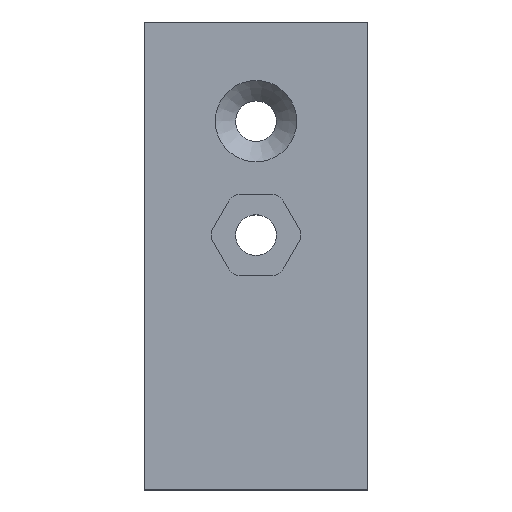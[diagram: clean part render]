
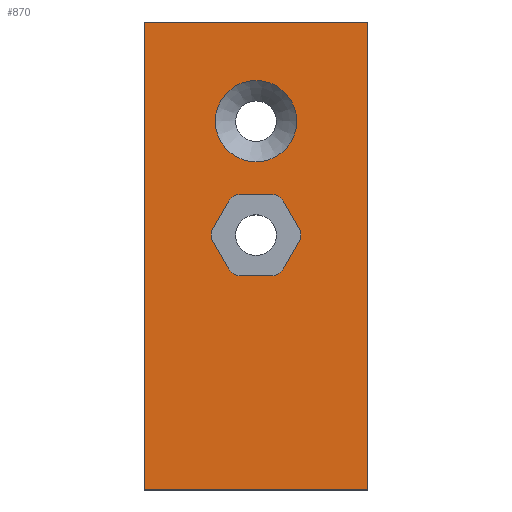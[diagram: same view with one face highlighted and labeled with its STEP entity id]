
A CAD part, top view. The second image highlights one B-rep face of the part: STEP entity #870.
In plain terms, the highlighted planar face has unit normal (0, 0, 1).
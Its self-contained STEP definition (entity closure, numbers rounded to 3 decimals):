
#18=FACE_BOUND('',#161,.T.);
#19=FACE_BOUND('',#162,.T.);
#38=PLANE('',#979);
#110=FACE_OUTER_BOUND('',#160,.T.);
#160=EDGE_LOOP('',(#755,#756,#757,#758));
#161=EDGE_LOOP('',(#759));
#162=EDGE_LOOP('',(#760,#761,#762,#763,#764,#765,#766,#767,#768,#769,#770,
#771));
#208=LINE('',#1472,#288);
#209=LINE('',#1474,#289);
#210=LINE('',#1476,#290);
#211=LINE('',#1478,#291);
#212=LINE('',#1480,#292);
#240=LINE('',#1542,#320);
#245=LINE('',#1551,#325);
#246=LINE('',#1552,#326);
#247=LINE('',#1553,#327);
#248=LINE('',#1554,#328);
#288=VECTOR('',#1134,1000.);
#289=VECTOR('',#1137,1000.);
#290=VECTOR('',#1140,1000.);
#291=VECTOR('',#1143,1000.);
#292=VECTOR('',#1146,1000.);
#320=VECTOR('',#1210,1000.);
#325=VECTOR('',#1217,1000.);
#326=VECTOR('',#1218,1000.);
#327=VECTOR('',#1219,1000.);
#328=VECTOR('',#1220,1000.);
#334=CIRCLE('',#904,3.);
#356=CIRCLE('',#938,1.);
#359=CIRCLE('',#942,1.);
#360=CIRCLE('',#944,1.);
#362=CIRCLE('',#947,1.);
#364=CIRCLE('',#950,1.);
#366=CIRCLE('',#953,1.);
#374=VERTEX_POINT('',#1248);
#413=VERTEX_POINT('',#1411);
#414=VERTEX_POINT('',#1412);
#419=VERTEX_POINT('',#1423);
#420=VERTEX_POINT('',#1425);
#421=VERTEX_POINT('',#1429);
#422=VERTEX_POINT('',#1430);
#425=VERTEX_POINT('',#1438);
#426=VERTEX_POINT('',#1439);
#429=VERTEX_POINT('',#1447);
#430=VERTEX_POINT('',#1448);
#433=VERTEX_POINT('',#1456);
#434=VERTEX_POINT('',#1457);
#451=VERTEX_POINT('',#1540);
#452=VERTEX_POINT('',#1541);
#454=VERTEX_POINT('',#1549);
#455=VERTEX_POINT('',#1550);
#457=EDGE_CURVE('',#374,#374,#334,.T.);
#500=EDGE_CURVE('',#413,#414,#356,.T.);
#506=EDGE_CURVE('',#419,#420,#359,.T.);
#508=EDGE_CURVE('',#421,#422,#360,.T.);
#512=EDGE_CURVE('',#425,#426,#362,.T.);
#516=EDGE_CURVE('',#429,#430,#364,.T.);
#520=EDGE_CURVE('',#433,#434,#366,.T.);
#530=EDGE_CURVE('',#429,#434,#208,.T.);
#531=EDGE_CURVE('',#421,#426,#209,.T.);
#532=EDGE_CURVE('',#419,#422,#210,.T.);
#533=EDGE_CURVE('',#413,#420,#211,.T.);
#534=EDGE_CURVE('',#433,#414,#212,.T.);
#567=EDGE_CURVE('',#451,#452,#240,.T.);
#572=EDGE_CURVE('',#454,#455,#245,.T.);
#573=EDGE_CURVE('',#451,#454,#246,.T.);
#574=EDGE_CURVE('',#455,#452,#247,.T.);
#575=EDGE_CURVE('',#425,#430,#248,.T.);
#755=ORIENTED_EDGE('',*,*,#572,.F.);
#756=ORIENTED_EDGE('',*,*,#573,.F.);
#757=ORIENTED_EDGE('',*,*,#567,.T.);
#758=ORIENTED_EDGE('',*,*,#574,.F.);
#759=ORIENTED_EDGE('',*,*,#457,.T.);
#760=ORIENTED_EDGE('',*,*,#533,.T.);
#761=ORIENTED_EDGE('',*,*,#506,.F.);
#762=ORIENTED_EDGE('',*,*,#532,.T.);
#763=ORIENTED_EDGE('',*,*,#508,.F.);
#764=ORIENTED_EDGE('',*,*,#531,.T.);
#765=ORIENTED_EDGE('',*,*,#512,.F.);
#766=ORIENTED_EDGE('',*,*,#575,.T.);
#767=ORIENTED_EDGE('',*,*,#516,.F.);
#768=ORIENTED_EDGE('',*,*,#530,.T.);
#769=ORIENTED_EDGE('',*,*,#520,.F.);
#770=ORIENTED_EDGE('',*,*,#534,.T.);
#771=ORIENTED_EDGE('',*,*,#500,.F.);
#870=ADVANCED_FACE('',(#110,#18,#19),#38,.T.);
#904=AXIS2_PLACEMENT_3D('',#1249,#994,#995);
#938=AXIS2_PLACEMENT_3D('',#1413,#1078,#1079);
#942=AXIS2_PLACEMENT_3D('',#1426,#1089,#1090);
#944=AXIS2_PLACEMENT_3D('',#1431,#1094,#1095);
#947=AXIS2_PLACEMENT_3D('',#1440,#1102,#1103);
#950=AXIS2_PLACEMENT_3D('',#1449,#1110,#1111);
#953=AXIS2_PLACEMENT_3D('',#1458,#1118,#1119);
#979=AXIS2_PLACEMENT_3D('',#1548,#1215,#1216);
#994=DIRECTION('center_axis',(0.,0.,-1.));
#995=DIRECTION('ref_axis',(1.,0.,0.));
#1078=DIRECTION('center_axis',(0.,0.,1.));
#1079=DIRECTION('ref_axis',(-1.,0.,0.));
#1089=DIRECTION('center_axis',(0.,0.,1.));
#1090=DIRECTION('ref_axis',(-0.5,0.866,0.));
#1094=DIRECTION('center_axis',(0.,0.,1.));
#1095=DIRECTION('ref_axis',(0.5,0.866,0.));
#1102=DIRECTION('center_axis',(0.,0.,1.));
#1103=DIRECTION('ref_axis',(1.,0.,0.));
#1110=DIRECTION('center_axis',(0.,0.,1.));
#1111=DIRECTION('ref_axis',(0.5,-0.866,0.));
#1118=DIRECTION('center_axis',(0.,0.,1.));
#1119=DIRECTION('ref_axis',(-0.5,-0.866,0.));
#1134=DIRECTION('',(-1.,0.,0.));
#1137=DIRECTION('',(0.5,-0.866,0.));
#1140=DIRECTION('',(1.,0.,0.));
#1143=DIRECTION('',(0.5,0.866,0.));
#1146=DIRECTION('',(-0.5,0.866,0.));
#1210=DIRECTION('',(0.,1.,0.));
#1215=DIRECTION('center_axis',(0.,0.,1.));
#1216=DIRECTION('ref_axis',(1.,0.,0.));
#1217=DIRECTION('',(0.,1.,0.));
#1218=DIRECTION('',(-1.,0.,0.));
#1219=DIRECTION('',(1.,0.,0.));
#1220=DIRECTION('',(-0.5,-0.866,0.));
#1248=CARTESIAN_POINT('',(-3.,10.688,0.));
#1249=CARTESIAN_POINT('Origin',(0.,10.688,0.));
#1411=CARTESIAN_POINT('',(-3.175,2.79,0.));
#1412=CARTESIAN_POINT('',(-3.175,1.79,0.));
#1413=CARTESIAN_POINT('Origin',(-2.309,2.29,0.));
#1423=CARTESIAN_POINT('',(-1.155,5.29,0.));
#1425=CARTESIAN_POINT('',(-2.021,4.79,0.));
#1426=CARTESIAN_POINT('Origin',(-1.155,4.29,0.));
#1429=CARTESIAN_POINT('',(2.021,4.79,0.));
#1430=CARTESIAN_POINT('',(1.155,5.29,0.));
#1431=CARTESIAN_POINT('Origin',(1.155,4.29,0.));
#1438=CARTESIAN_POINT('',(3.175,1.79,0.));
#1439=CARTESIAN_POINT('',(3.175,2.79,0.));
#1440=CARTESIAN_POINT('Origin',(2.309,2.29,0.));
#1447=CARTESIAN_POINT('',(1.155,-0.71,0.));
#1448=CARTESIAN_POINT('',(2.021,-0.21,0.));
#1449=CARTESIAN_POINT('Origin',(1.155,0.29,0.));
#1456=CARTESIAN_POINT('',(-2.021,-0.21,0.));
#1457=CARTESIAN_POINT('',(-1.155,-0.71,0.));
#1458=CARTESIAN_POINT('Origin',(-1.155,0.29,0.));
#1472=CARTESIAN_POINT('',(-3.259,-0.71,0.));
#1474=CARTESIAN_POINT('',(1.63,5.468,0.));
#1476=CARTESIAN_POINT('',(-4.991,5.29,0.));
#1478=CARTESIAN_POINT('',(-4.558,0.395,0.));
#1480=CARTESIAN_POINT('',(-2.7,0.968,0.));
#1540=CARTESIAN_POINT('',(8.25,-16.5,0.));
#1541=CARTESIAN_POINT('',(8.25,18.,0.));
#1542=CARTESIAN_POINT('',(8.25,0.,0.));
#1548=CARTESIAN_POINT('Origin',(-8.25,0.,0.));
#1549=CARTESIAN_POINT('',(-8.25,-16.5,0.));
#1550=CARTESIAN_POINT('',(-8.25,18.,0.));
#1551=CARTESIAN_POINT('',(-8.25,0.,0.));
#1552=CARTESIAN_POINT('',(-8.25,-16.5,0.));
#1553=CARTESIAN_POINT('',(-8.25,18.,0.));
#1554=CARTESIAN_POINT('',(1.504,-1.105,0.));
